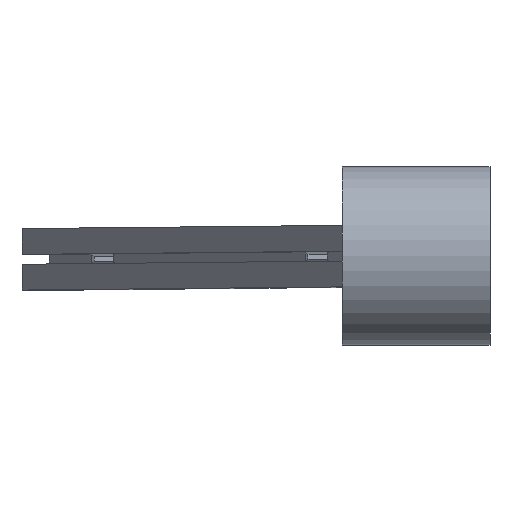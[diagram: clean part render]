
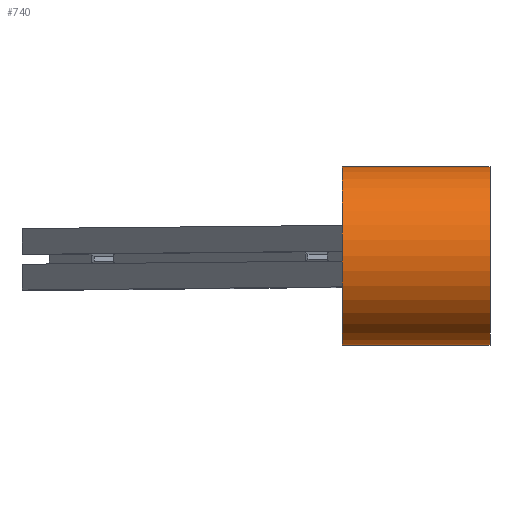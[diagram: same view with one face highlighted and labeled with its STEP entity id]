
A CAD part, top view. The second image highlights one B-rep face of the part: STEP entity #740.
In plain terms, the highlighted cylindrical face has radius 7.263 mm (diameter 14.525 mm), a partial arc.
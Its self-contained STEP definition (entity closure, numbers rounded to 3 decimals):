
#59=CYLINDRICAL_SURFACE('',#804,7.263);
#98=FACE_OUTER_BOUND('',#143,.T.);
#143=EDGE_LOOP('',(#689,#690,#691,#692));
#230=LINE('',#1187,#320);
#235=LINE('',#1200,#325);
#320=VECTOR('',#979,10.);
#325=VECTOR('',#994,10.);
#330=CIRCLE('',#792,7.263);
#336=CIRCLE('',#805,7.263);
#387=VERTEX_POINT('',#1166);
#388=VERTEX_POINT('',#1168);
#394=VERTEX_POINT('',#1186);
#397=VERTEX_POINT('',#1198);
#481=EDGE_CURVE('',#387,#388,#330,.T.);
#490=EDGE_CURVE('',#388,#394,#230,.T.);
#497=EDGE_CURVE('',#387,#397,#235,.T.);
#498=EDGE_CURVE('',#394,#397,#336,.T.);
#689=ORIENTED_EDGE('',*,*,#481,.F.);
#690=ORIENTED_EDGE('',*,*,#497,.T.);
#691=ORIENTED_EDGE('',*,*,#498,.F.);
#692=ORIENTED_EDGE('',*,*,#490,.F.);
#740=ADVANCED_FACE('',(#98),#59,.T.);
#792=AXIS2_PLACEMENT_3D('',#1169,#960,#961);
#804=AXIS2_PLACEMENT_3D('',#1201,#995,#996);
#805=AXIS2_PLACEMENT_3D('',#1202,#997,#998);
#960=DIRECTION('center_axis',(-1.,0.,0.));
#961=DIRECTION('ref_axis',(0.,-0.655,-0.756));
#979=DIRECTION('',(1.,0.,0.));
#994=DIRECTION('',(1.,0.,0.));
#995=DIRECTION('center_axis',(1.,0.,0.));
#996=DIRECTION('ref_axis',(0.,0.,1.));
#997=DIRECTION('center_axis',(1.,0.,0.));
#998=DIRECTION('ref_axis',(0.,-0.655,-0.756));
#1166=CARTESIAN_POINT('',(-15.,-4.755,-5.489));
#1168=CARTESIAN_POINT('',(-15.,4.755,-5.489));
#1169=CARTESIAN_POINT('Origin',(-15.,0.,0.));
#1186=CARTESIAN_POINT('',(-3.,4.755,-5.489));
#1187=CARTESIAN_POINT('',(-15.,4.755,-5.489));
#1198=CARTESIAN_POINT('',(-3.,-4.755,-5.489));
#1200=CARTESIAN_POINT('',(-15.,-4.755,-5.489));
#1201=CARTESIAN_POINT('Origin',(-15.,0.,0.));
#1202=CARTESIAN_POINT('Origin',(-3.,0.,0.));
